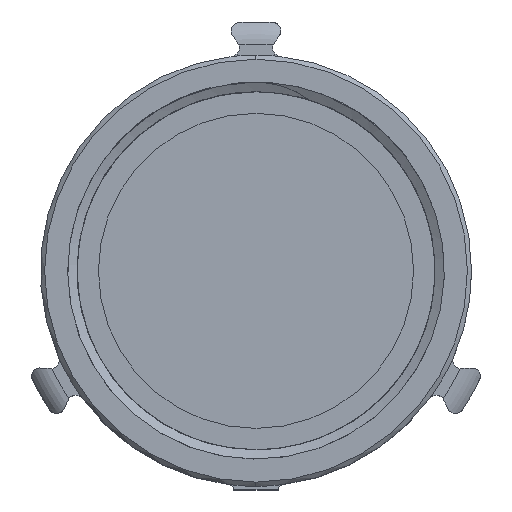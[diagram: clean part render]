
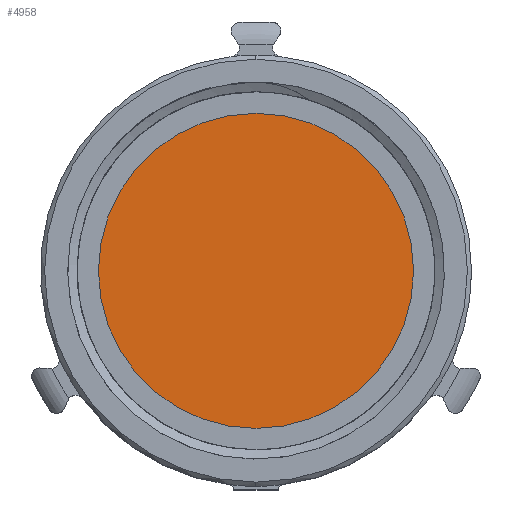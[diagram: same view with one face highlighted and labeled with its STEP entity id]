
A CAD part, top view. The second image highlights one B-rep face of the part: STEP entity #4958.
In plain terms, the highlighted planar face has unit normal (0, 0, 1).
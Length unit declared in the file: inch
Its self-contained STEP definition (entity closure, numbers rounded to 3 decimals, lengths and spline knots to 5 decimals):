
#725 = EDGE_CURVE ( 'NONE', #7167, #3139, #2671, .T. ) ;
#1186 = ORIENTED_EDGE ( 'NONE', *, *, #1581, .F. ) ;
#1581 = EDGE_CURVE ( 'NONE', #3139, #7167, #4158, .T. ) ;
#2282 = CARTESIAN_POINT ( 'NONE',  ( 0., 0., -1.062 ) ) ;
#2671 = CIRCLE ( 'NONE', #6839, 1.78125 ) ;
#3017 = DIRECTION ( 'NONE',  ( -1., 0., 0. ) ) ;
#3139 = VERTEX_POINT ( 'NONE', #9462 ) ;
#3217 = DIRECTION ( 'NONE',  ( 0., 0., -1. ) ) ;
#3612 = EDGE_LOOP ( 'NONE', ( #4065, #1186 ) ) ;
#3651 = DIRECTION ( 'NONE',  ( 0., 0., -1. ) ) ;
#4065 = ORIENTED_EDGE ( 'NONE', *, *, #725, .F. ) ;
#4158 = CIRCLE ( 'NONE', #4997, 1.78125 ) ;
#4637 = PLANE ( 'NONE',  #5452 ) ;
#4958 = ADVANCED_FACE ( 'NONE', ( #8298 ), #4637, .F. ) ;
#4997 = AXIS2_PLACEMENT_3D ( 'NONE', #2282, #7394, #3017 ) ;
#5452 = AXIS2_PLACEMENT_3D ( 'NONE', #6848, #3217, #8316 ) ;
#6839 = AXIS2_PLACEMENT_3D ( 'NONE', #8021, #3651, #8766 ) ;
#6848 = CARTESIAN_POINT ( 'NONE',  ( -2.40625, 2.40625, -1.062 ) ) ;
#7167 = VERTEX_POINT ( 'NONE', #8898 ) ;
#7394 = DIRECTION ( 'NONE',  ( 0., 0., -1. ) ) ;
#8021 = CARTESIAN_POINT ( 'NONE',  ( 0., 0., -1.062 ) ) ;
#8298 = FACE_OUTER_BOUND ( 'NONE', #3612, .T. ) ;
#8316 = DIRECTION ( 'NONE',  ( 1., 0., 0. ) ) ;
#8766 = DIRECTION ( 'NONE',  ( -1., 0., 0. ) ) ;
#8898 = CARTESIAN_POINT ( 'NONE',  ( -1.78125, 0., -1.062 ) ) ;
#9462 = CARTESIAN_POINT ( 'NONE',  ( 1.78125, 0., -1.062 ) ) ;
